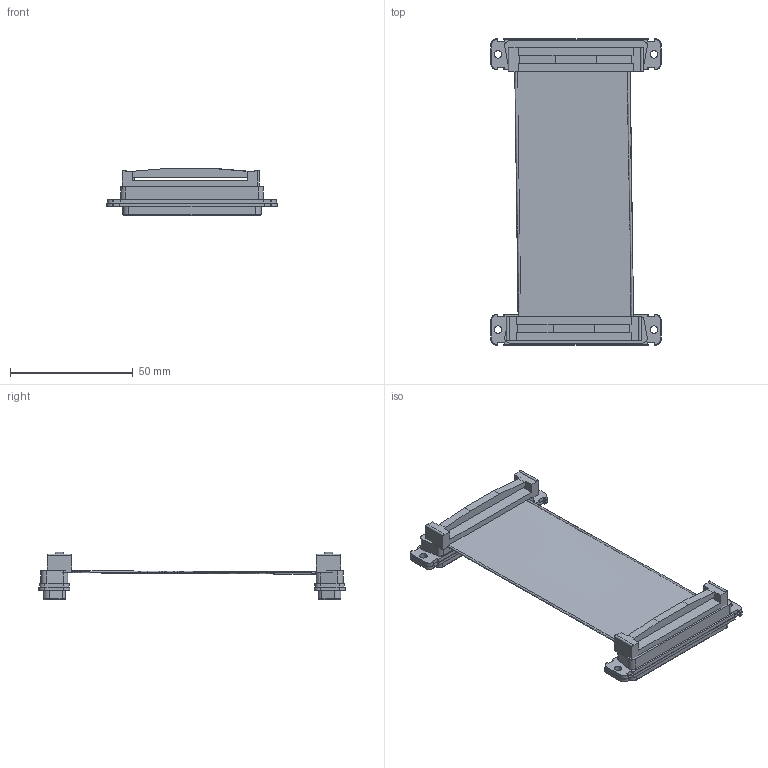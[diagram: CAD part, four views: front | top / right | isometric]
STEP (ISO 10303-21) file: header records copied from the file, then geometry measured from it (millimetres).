
FILE_DESCRIPTION(/* description */ (''),/* implementation_level */ '2;1');
FILE_NAME(/* name */ 'Male to Male.stp',/* time_stamp */ '2020-01-05T20:14:17+00:00',/* author */ ('serge'),/* organization */ (''),/* preprocessor_version */ 'ST-DEVELOPER v17',/* originating_system */ 'Autodesk Inventor 2019',/* authorisation */ '');
FILE_SCHEMA (('AUTOMOTIVE_DESIGN { 1 0 10303 214 3 1 1 }'));
Products named in the file (8): Male to Male; Ribbon Cable Male; Ribbon mount; Ribbon Cable Male Both Directions; DBConnector; 180138 Both Directions; Male to Male.Harness2; Male to Male.Harness2_1
Assembly tree (8 placements, depth 3):
  Male to Male
    Ribbon Cable Male
      Ribbon mount
      DBConnector
    Ribbon Cable Male Both Directions
      DBConnector
      180138 Both Directions
    Male to Male.Harness2
      Male to Male.Harness2_1
Bounding box: 69.32 x 124.59 x 19.32 mm (x, y, z)
Volume: 14971.5 mm3; surface area: 19305.9 mm2
Topology: 4 solids, 7 shells, 369 faces, 1054 edges, 700 vertices
Faces by surface type: plane 154, cylinder 130, sphere 74, torus 8, bspline 3
Full cylindrical faces by diameter (mm): 0.991 x74, 3.048 x4
Entity records: 7248 total; most frequent: CARTESIAN_POINT 1303, DIRECTION 1213, ORIENTED_EDGE 1110, EDGE_CURVE 559, AXIS2_PLACEMENT_3D 436, VERTEX_POINT 394, LINE 341, VECTOR 341
